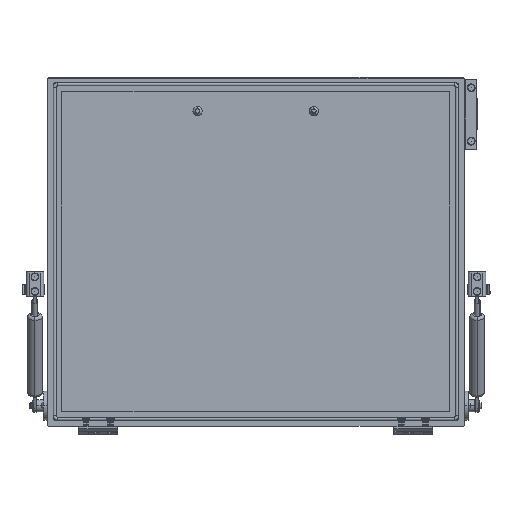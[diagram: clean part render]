
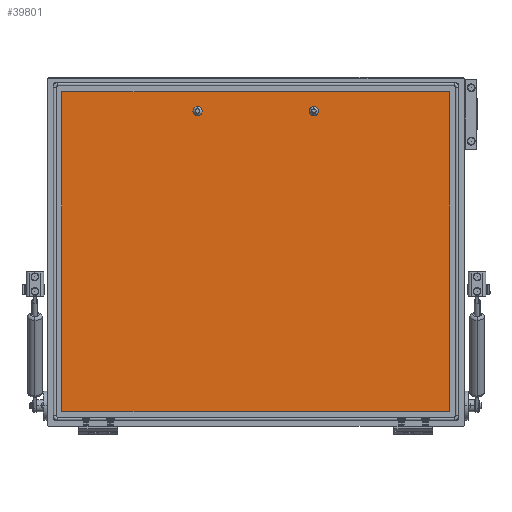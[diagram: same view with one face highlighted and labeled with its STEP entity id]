
A CAD part, front view. The second image highlights one B-rep face of the part: STEP entity #39801.
In plain terms, the highlighted planar face has unit normal (0, -1, 0).
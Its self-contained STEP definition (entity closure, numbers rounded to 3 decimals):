
#1091 = LINE ( 'NONE', #28910, #11019 ) ;
#3123 = CARTESIAN_POINT ( 'NONE',  ( -200., 22.5, -165. ) ) ;
#3313 = FACE_OUTER_BOUND ( 'NONE', #28190, .T. ) ;
#3657 = ORIENTED_EDGE ( 'NONE', *, *, #28606, .T. ) ;
#6167 = DIRECTION ( 'NONE',  ( 0., 0., -1. ) ) ;
#6213 = DIRECTION ( 'NONE',  ( 1., 0., 0. ) ) ;
#7050 = DIRECTION ( 'NONE',  ( 0., -1., 0. ) ) ;
#8647 = CARTESIAN_POINT ( 'NONE',  ( -60., 22.5, 142.25 ) ) ;
#8774 = CIRCLE ( 'NONE', #28514, 2.75 ) ;
#8791 = CIRCLE ( 'NONE', #14074, 2.75 ) ;
#11019 = VECTOR ( 'NONE', #13678, 1000. ) ;
#11308 = CARTESIAN_POINT ( 'NONE',  ( -60., 22.5, 145. ) ) ;
#12055 = CARTESIAN_POINT ( 'NONE',  ( -200., 22.5, 165. ) ) ;
#12377 = CARTESIAN_POINT ( 'NONE',  ( 200., 22.5, 165. ) ) ;
#12670 = AXIS2_PLACEMENT_3D ( 'NONE', #3123, #7050, #19601 ) ;
#12780 = CARTESIAN_POINT ( 'NONE',  ( 60., 22.5, 147.75 ) ) ;
#13591 = EDGE_CURVE ( 'NONE', #15179, #35614, #30485, .T. ) ;
#13678 = DIRECTION ( 'NONE',  ( 0., 0., 1. ) ) ;
#14074 = AXIS2_PLACEMENT_3D ( 'NONE', #31325, #40212, #6167 ) ;
#14175 = EDGE_CURVE ( 'NONE', #29519, #27117, #20497, .T. ) ;
#14723 = CIRCLE ( 'NONE', #19308, 2.75 ) ;
#14955 = DIRECTION ( 'NONE',  ( 0., -1., 0. ) ) ;
#15179 = VERTEX_POINT ( 'NONE', #30072 ) ;
#15367 = EDGE_CURVE ( 'NONE', #27935, #27816, #14723, .T. ) ;
#15510 = CARTESIAN_POINT ( 'NONE',  ( -200., 22.5, 165. ) ) ;
#15716 = FACE_BOUND ( 'NONE', #28969, .T. ) ;
#16700 = ORIENTED_EDGE ( 'NONE', *, *, #34723, .T. ) ;
#17629 = ORIENTED_EDGE ( 'NONE', *, *, #21110, .F. ) ;
#18801 = PLANE ( 'NONE',  #12670 ) ;
#19308 = AXIS2_PLACEMENT_3D ( 'NONE', #11308, #20764, #34318 ) ;
#19601 = DIRECTION ( 'NONE',  ( 0., 0., -1. ) ) ;
#20497 = LINE ( 'NONE', #15510, #21262 ) ;
#20764 = DIRECTION ( 'NONE',  ( 0., -1., 0. ) ) ;
#20789 = ORIENTED_EDGE ( 'NONE', *, *, #13591, .F. ) ;
#21110 = EDGE_CURVE ( 'NONE', #27816, #27935, #8774, .T. ) ;
#21262 = VECTOR ( 'NONE', #23413, 1000. ) ;
#22694 = CARTESIAN_POINT ( 'NONE',  ( -200., 22.5, 165. ) ) ;
#23199 = AXIS2_PLACEMENT_3D ( 'NONE', #27108, #14955, #39728 ) ;
#23413 = DIRECTION ( 'NONE',  ( -1., 0., 0. ) ) ;
#25575 = VERTEX_POINT ( 'NONE', #28578 ) ;
#25808 = LINE ( 'NONE', #22694, #34736 ) ;
#26218 = DIRECTION ( 'NONE',  ( 0., 0., -1. ) ) ;
#27108 = CARTESIAN_POINT ( 'NONE',  ( 60., 22.5, 145. ) ) ;
#27117 = VERTEX_POINT ( 'NONE', #12055 ) ;
#27816 = VERTEX_POINT ( 'NONE', #33408 ) ;
#27935 = VERTEX_POINT ( 'NONE', #8647 ) ;
#28190 = EDGE_LOOP ( 'NONE', ( #16700, #35714, #3657, #36860 ) ) ;
#28514 = AXIS2_PLACEMENT_3D ( 'NONE', #39261, #33044, #29331 ) ;
#28578 = CARTESIAN_POINT ( 'NONE',  ( 200., 22.5, -165. ) ) ;
#28606 = EDGE_CURVE ( 'NONE', #25575, #29519, #1091, .T. ) ;
#28910 = CARTESIAN_POINT ( 'NONE',  ( 200., 22.5, 165. ) ) ;
#28969 = EDGE_LOOP ( 'NONE', ( #30082, #20789 ) ) ;
#29331 = DIRECTION ( 'NONE',  ( 0., 0., -1. ) ) ;
#29519 = VERTEX_POINT ( 'NONE', #12377 ) ;
#29520 = EDGE_CURVE ( 'NONE', #35614, #15179, #8791, .T. ) ;
#30072 = CARTESIAN_POINT ( 'NONE',  ( 60., 22.5, 142.25 ) ) ;
#30082 = ORIENTED_EDGE ( 'NONE', *, *, #29520, .F. ) ;
#30255 = EDGE_CURVE ( 'NONE', #32323, #25575, #37176, .T. ) ;
#30485 = CIRCLE ( 'NONE', #23199, 2.75 ) ;
#31078 = ORIENTED_EDGE ( 'NONE', *, *, #15367, .F. ) ;
#31252 = VECTOR ( 'NONE', #6213, 1000. ) ;
#31325 = CARTESIAN_POINT ( 'NONE',  ( 60., 22.5, 145. ) ) ;
#32323 = VERTEX_POINT ( 'NONE', #39364 ) ;
#33044 = DIRECTION ( 'NONE',  ( 0., -1., 0. ) ) ;
#33408 = CARTESIAN_POINT ( 'NONE',  ( -60., 22.5, 147.75 ) ) ;
#34318 = DIRECTION ( 'NONE',  ( 0., 0., -1. ) ) ;
#34669 = CARTESIAN_POINT ( 'NONE',  ( -200., 22.5, -165. ) ) ;
#34723 = EDGE_CURVE ( 'NONE', #27117, #32323, #25808, .T. ) ;
#34736 = VECTOR ( 'NONE', #26218, 1000. ) ;
#34932 = EDGE_LOOP ( 'NONE', ( #17629, #31078 ) ) ;
#35614 = VERTEX_POINT ( 'NONE', #12780 ) ;
#35714 = ORIENTED_EDGE ( 'NONE', *, *, #30255, .T. ) ;
#36860 = ORIENTED_EDGE ( 'NONE', *, *, #14175, .T. ) ;
#37176 = LINE ( 'NONE', #34669, #31252 ) ;
#38209 = FACE_BOUND ( 'NONE', #34932, .T. ) ;
#39261 = CARTESIAN_POINT ( 'NONE',  ( -60., 22.5, 145. ) ) ;
#39364 = CARTESIAN_POINT ( 'NONE',  ( -200., 22.5, -165. ) ) ;
#39728 = DIRECTION ( 'NONE',  ( 0., 0., -1. ) ) ;
#39801 = ADVANCED_FACE ( 'NONE', ( #38209, #15716, #3313 ), #18801, .T. ) ;
#40212 = DIRECTION ( 'NONE',  ( 0., -1., 0. ) ) ;
